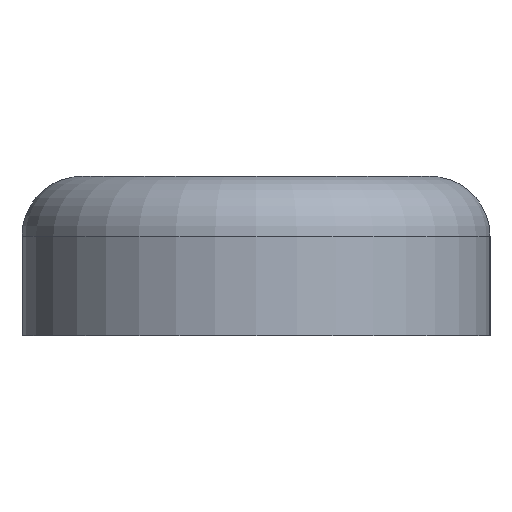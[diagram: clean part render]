
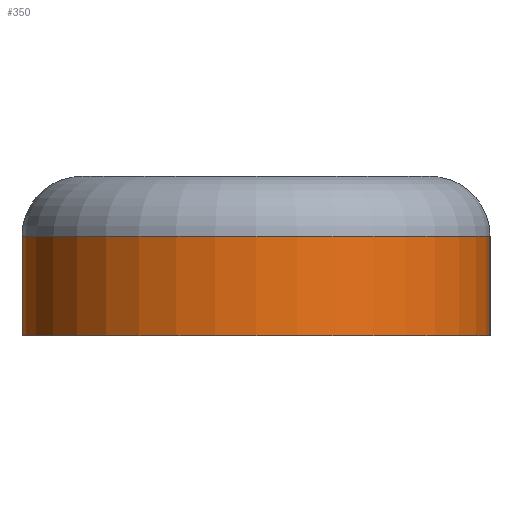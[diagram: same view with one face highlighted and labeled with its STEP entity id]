
A CAD part, left-side view. The second image highlights one B-rep face of the part: STEP entity #350.
In plain terms, the highlighted cylindrical face has radius 11.753 mm (diameter 23.506 mm), a partial arc.
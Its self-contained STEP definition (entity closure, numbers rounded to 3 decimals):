
#39=LINE('',#582,#60);
#40=LINE('',#585,#61);
#60=VECTOR('',#460,10.);
#61=VECTOR('',#463,10.);
#81=CYLINDRICAL_SURFACE('',#396,11.753);
#94=FACE_OUTER_BOUND('',#120,.T.);
#120=EDGE_LOOP('',(#263,#264,#265,#266));
#155=CIRCLE('',#390,11.753);
#160=CIRCLE('',#397,11.753);
#180=VERTEX_POINT('',#567);
#181=VERTEX_POINT('',#569);
#185=VERTEX_POINT('',#581);
#186=VERTEX_POINT('',#583);
#210=EDGE_CURVE('',#180,#181,#155,.T.);
#216=EDGE_CURVE('',#180,#185,#39,.T.);
#217=EDGE_CURVE('',#185,#186,#160,.T.);
#218=EDGE_CURVE('',#186,#181,#40,.T.);
#263=ORIENTED_EDGE('',*,*,#210,.F.);
#264=ORIENTED_EDGE('',*,*,#216,.T.);
#265=ORIENTED_EDGE('',*,*,#217,.T.);
#266=ORIENTED_EDGE('',*,*,#218,.T.);
#350=ADVANCED_FACE('',(#94),#81,.T.);
#390=AXIS2_PLACEMENT_3D('',#570,#445,#446);
#396=AXIS2_PLACEMENT_3D('',#580,#458,#459);
#397=AXIS2_PLACEMENT_3D('',#584,#461,#462);
#445=DIRECTION('center_axis',(0.,0.,1.));
#446=DIRECTION('ref_axis',(-1.,0.,0.));
#458=DIRECTION('center_axis',(0.,0.,-1.));
#459=DIRECTION('ref_axis',(-0.707,0.707,0.));
#460=DIRECTION('',(0.,0.,-1.));
#461=DIRECTION('center_axis',(0.,0.,1.));
#462=DIRECTION('ref_axis',(-0.707,-0.707,0.));
#463=DIRECTION('',(0.,0.,1.));
#567=CARTESIAN_POINT('',(-50.,10.856,2.9));
#569=CARTESIAN_POINT('',(-50.,-12.65,2.9));
#570=CARTESIAN_POINT('Origin',(-50.,-0.897,2.9));
#580=CARTESIAN_POINT('Origin',(-50.,-0.897,-2.1));
#581=CARTESIAN_POINT('',(-50.,10.856,-2.1));
#582=CARTESIAN_POINT('',(-50.,10.856,-2.1));
#583=CARTESIAN_POINT('',(-50.,-12.65,-2.1));
#584=CARTESIAN_POINT('Origin',(-50.,-0.897,-2.1));
#585=CARTESIAN_POINT('',(-50.,-12.65,5.9));
